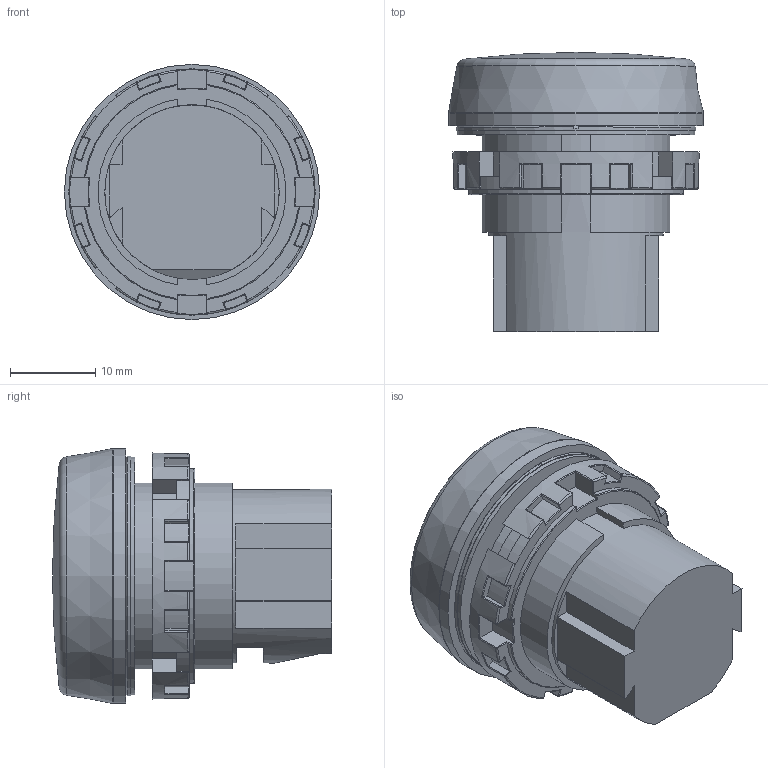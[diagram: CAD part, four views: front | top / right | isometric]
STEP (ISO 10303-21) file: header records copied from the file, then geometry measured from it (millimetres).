
FILE_DESCRIPTION( ( 'Unknown' ), '1' );
FILE_NAME( 'A20P-1Ex-Solid3D-20180706.stp', 'Unknown', ( 'Unknown' ), ( 'Unknown' ), 'XStep 1.0', 'Unknown', ' ' );
FILE_SCHEMA( ( 'automotive_design' ) );
Length unit declared in the file: millimetre
Products named in the file (1): BA20KR0101-A20K牙環膠圈-20
Bounding box: 29.85 x 32.65 x 29.85 mm (x, y, z)
Volume: 14849.5 mm3; surface area: 4550.5 mm2
Topology: 1 solids, 1 shells, 331 faces, 853 edges, 526 vertices
Faces by surface type: plane 118, cylinder 106, torus 46, bspline 24, extrusion 23, sphere 9, cone 5
Full cylindrical faces by diameter (mm): 20.4 x1, 27.8 x1, 28 x1, 29.85 x1
Entity records: 13814 total; most frequent: CARTESIAN_POINT 3320, ORIENTED_EDGE 1666, DIRECTION 1606, EDGE_CURVE 833, AXIS2_PLACEMENT_3D 599, VERTEX_POINT 522, VECTOR 408, LINE 385
